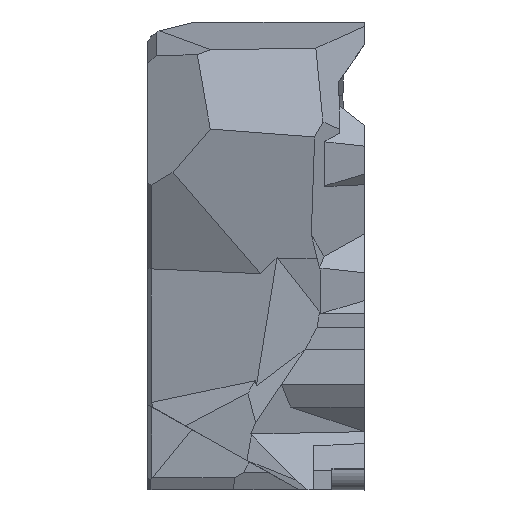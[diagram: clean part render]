
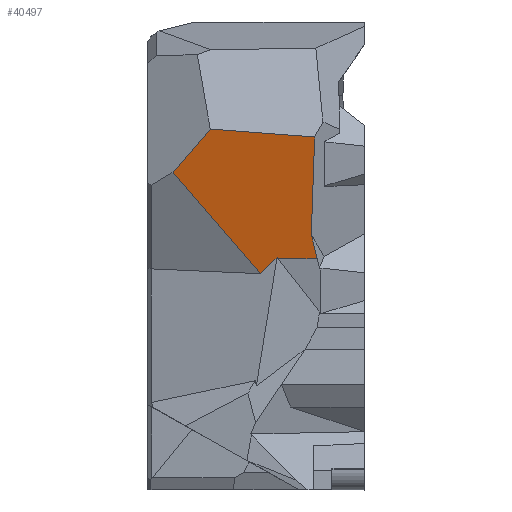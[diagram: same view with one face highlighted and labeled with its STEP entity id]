
A CAD part, left-side view. The second image highlights one B-rep face of the part: STEP entity #40497.
In plain terms, the highlighted face is planar.
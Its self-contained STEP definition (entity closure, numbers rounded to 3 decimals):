
#906 = EDGE_CURVE ( 'NONE', #51403, #22627, #22429, .T. ) ;
#963 = LINE ( 'NONE', #51110, #31584 ) ;
#1370 = CARTESIAN_POINT ( 'NONE',  ( -31.121, 29.246, -10.956 ) ) ;
#2188 = EDGE_CURVE ( 'NONE', #6894, #50374, #963, .T. ) ;
#4286 = DIRECTION ( 'NONE',  ( 0.2, -0.742, 0.64 ) ) ;
#5105 = LINE ( 'NONE', #29780, #37746 ) ;
#5700 = CARTESIAN_POINT ( 'NONE',  ( -35.265, 44.604, -6.292 ) ) ;
#5833 = VERTEX_POINT ( 'NONE', #14723 ) ;
#6894 = VERTEX_POINT ( 'NONE', #24142 ) ;
#7275 = DIRECTION ( 'NONE',  ( -0.21, 0.779, -0.59 ) ) ;
#8192 = VERTEX_POINT ( 'NONE', #48358 ) ;
#8575 = ORIENTED_EDGE ( 'NONE', *, *, #48927, .T. ) ;
#10351 = ORIENTED_EDGE ( 'NONE', *, *, #47310, .T. ) ;
#10887 = VECTOR ( 'NONE', #7275, 1000. ) ;
#11373 = VECTOR ( 'NONE', #38592, 1000. ) ;
#12519 = CARTESIAN_POINT ( 'NONE',  ( -31.151, 29.358, -11.042 ) ) ;
#13569 = LINE ( 'NONE', #43431, #19236 ) ;
#14723 = CARTESIAN_POINT ( 'NONE',  ( -30.604, 27.33, -13.131 ) ) ;
#14812 = PLANE ( 'NONE',  #32579 ) ;
#15117 = EDGE_LOOP ( 'NONE', ( #8575, #43930, #53148, #10351, #27951, #33671, #22670, #33782 ) ) ;
#16270 = LINE ( 'NONE', #32983, #51988 ) ;
#17591 = EDGE_CURVE ( 'NONE', #24500, #31599, #35761, .T. ) ;
#17690 = DIRECTION ( 'NONE',  ( 0.254, -0.94, 0.23 ) ) ;
#19236 = VECTOR ( 'NONE', #42625, 1000. ) ;
#22429 = LINE ( 'NONE', #39133, #11373 ) ;
#22627 = VERTEX_POINT ( 'NONE', #5700 ) ;
#22670 = ORIENTED_EDGE ( 'NONE', *, *, #906, .F. ) ;
#23218 = EDGE_CURVE ( 'NONE', #8192, #51403, #16270, .T. ) ;
#24142 = CARTESIAN_POINT ( 'NONE',  ( -31.929, 32.243, -6.712 ) ) ;
#24500 = VERTEX_POINT ( 'NONE', #1370 ) ;
#25166 = CARTESIAN_POINT ( 'NONE',  ( -35.534, 45.603, -19.483 ) ) ;
#25225 = LINE ( 'NONE', #41924, #52685 ) ;
#27169 = CARTESIAN_POINT ( 'NONE',  ( -31.121, 29.246, -27.5 ) ) ;
#27951 = ORIENTED_EDGE ( 'NONE', *, *, #2188, .F. ) ;
#29780 = CARTESIAN_POINT ( 'NONE',  ( -33.525, 38.156, -22.468 ) ) ;
#30431 = VECTOR ( 'NONE', #38144, 1000. ) ;
#31584 = VECTOR ( 'NONE', #17690, 1000. ) ;
#31599 = VERTEX_POINT ( 'NONE', #12519 ) ;
#32579 = AXIS2_PLACEMENT_3D ( 'NONE', #27169, #47712, #35111 ) ;
#32983 = CARTESIAN_POINT ( 'NONE',  ( -34.793, 42.855, -21.852 ) ) ;
#33671 = ORIENTED_EDGE ( 'NONE', *, *, #41846, .F. ) ;
#33782 = ORIENTED_EDGE ( 'NONE', *, *, #23218, .F. ) ;
#35111 = DIRECTION ( 'NONE',  ( 0., 0., -1. ) ) ;
#35761 = LINE ( 'NONE', #48362, #10887 ) ;
#37746 = VECTOR ( 'NONE', #4286, 1000. ) ;
#38144 = DIRECTION ( 'NONE',  ( 0.26, -0.965, -0.033 ) ) ;
#38592 = DIRECTION ( 'NONE',  ( 0.02, -0.075, 0.997 ) ) ;
#39133 = CARTESIAN_POINT ( 'NONE',  ( -35.564, 45.715, -20.969 ) ) ;
#40497 = ADVANCED_FACE ( 'NONE', ( #44150 ), #14812, .F. ) ;
#41406 = EDGE_CURVE ( 'NONE', #31599, #5833, #25225, .T. ) ;
#41846 = EDGE_CURVE ( 'NONE', #22627, #6894, #42265, .T. ) ;
#41924 = CARTESIAN_POINT ( 'NONE',  ( -28.391, 19.131, -21.577 ) ) ;
#42265 = LINE ( 'NONE', #42526, #30431 ) ;
#42526 = CARTESIAN_POINT ( 'NONE',  ( -30.401, 26.581, -6.905 ) ) ;
#42625 = DIRECTION ( 'NONE',  ( 0., 0., 1. ) ) ;
#42669 = CARTESIAN_POINT ( 'NONE',  ( -31.121, 29.246, -5.979 ) ) ;
#43431 = CARTESIAN_POINT ( 'NONE',  ( -31.121, 29.246, -27.5 ) ) ;
#43930 = ORIENTED_EDGE ( 'NONE', *, *, #41406, .F. ) ;
#44150 = FACE_OUTER_BOUND ( 'NONE', #15117, .T. ) ;
#45048 = DIRECTION ( 'NONE',  ( -0.2, 0.742, 0.64 ) ) ;
#46851 = DIRECTION ( 'NONE',  ( 0.185, -0.685, -0.705 ) ) ;
#47310 = EDGE_CURVE ( 'NONE', #24500, #50374, #13569, .T. ) ;
#47712 = DIRECTION ( 'NONE',  ( 0.965, 0.261, 0. ) ) ;
#48358 = CARTESIAN_POINT ( 'NONE',  ( -34.062, 40.148, -24.186 ) ) ;
#48362 = CARTESIAN_POINT ( 'NONE',  ( -31.026, 28.896, -10.692 ) ) ;
#48927 = EDGE_CURVE ( 'NONE', #8192, #5833, #5105, .T. ) ;
#50374 = VERTEX_POINT ( 'NONE', #42669 ) ;
#51110 = CARTESIAN_POINT ( 'NONE',  ( -27.9, 17.311, -3.061 ) ) ;
#51403 = VERTEX_POINT ( 'NONE', #25166 ) ;
#51988 = VECTOR ( 'NONE', #45048, 1000. ) ;
#52685 = VECTOR ( 'NONE', #46851, 1000. ) ;
#53148 = ORIENTED_EDGE ( 'NONE', *, *, #17591, .F. ) ;
